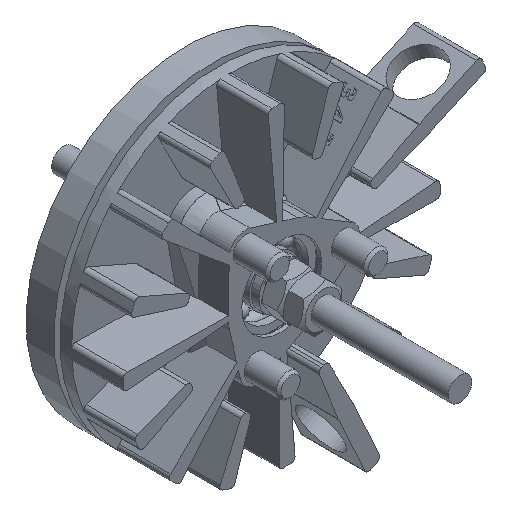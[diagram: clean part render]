
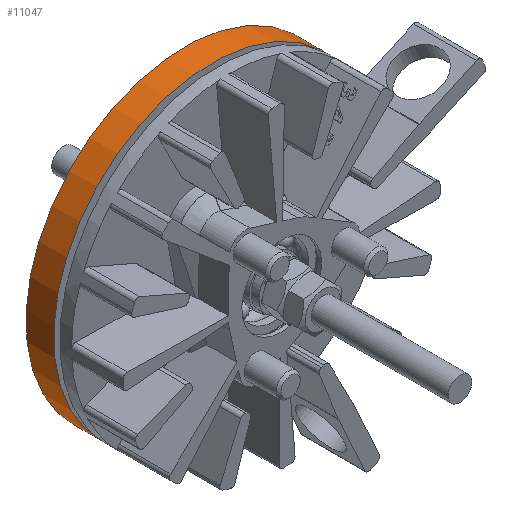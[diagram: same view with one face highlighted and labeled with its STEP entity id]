
A CAD part, isometric view. The second image highlights one B-rep face of the part: STEP entity #11047.
In plain terms, the highlighted cylindrical face has radius 40 mm (diameter 80 mm), a full revolution.
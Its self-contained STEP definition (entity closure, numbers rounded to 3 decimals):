
#1579=FACE_OUTER_BOUND('',#2228,.T.);
#2228=EDGE_LOOP('',(#10171,#10172,#10173,#10174));
#3181=LINE('',#20539,#4089);
#4089=VECTOR('',#14606,40.);
#4452=CIRCLE('',#12022,40.);
#4453=CIRCLE('',#12023,40.);
#5509=VERTEX_POINT('',#20536);
#5510=VERTEX_POINT('',#20538);
#7104=EDGE_CURVE('',#5509,#5509,#4452,.T.);
#7105=EDGE_CURVE('',#5509,#5510,#3181,.T.);
#7106=EDGE_CURVE('',#5510,#5510,#4453,.T.);
#10171=ORIENTED_EDGE('',*,*,#7104,.F.);
#10172=ORIENTED_EDGE('',*,*,#7105,.T.);
#10173=ORIENTED_EDGE('',*,*,#7106,.F.);
#10174=ORIENTED_EDGE('',*,*,#7105,.F.);
#10472=CYLINDRICAL_SURFACE('',#12021,40.);
#11047=ADVANCED_FACE('',(#1579),#10472,.T.);
#12021=AXIS2_PLACEMENT_3D('',#20535,#14602,#14603);
#12022=AXIS2_PLACEMENT_3D('',#20537,#14604,#14605);
#12023=AXIS2_PLACEMENT_3D('',#20540,#14607,#14608);
#14602=DIRECTION('center_axis',(0.,-1.,0.));
#14603=DIRECTION('ref_axis',(-1.,0.,0.));
#14604=DIRECTION('center_axis',(0.,-1.,0.));
#14605=DIRECTION('ref_axis',(-1.,0.,0.));
#14606=DIRECTION('',(0.,1.,0.));
#14607=DIRECTION('center_axis',(0.,1.,0.));
#14608=DIRECTION('ref_axis',(-1.,0.,0.));
#20535=CARTESIAN_POINT('Origin',(0.,0.,0.));
#20536=CARTESIAN_POINT('',(40.,-7.,0.));
#20537=CARTESIAN_POINT('Origin',(0.,-7.,0.));
#20538=CARTESIAN_POINT('',(40.,0.,0.));
#20539=CARTESIAN_POINT('',(40.,0.,0.));
#20540=CARTESIAN_POINT('Origin',(0.,0.,0.));
